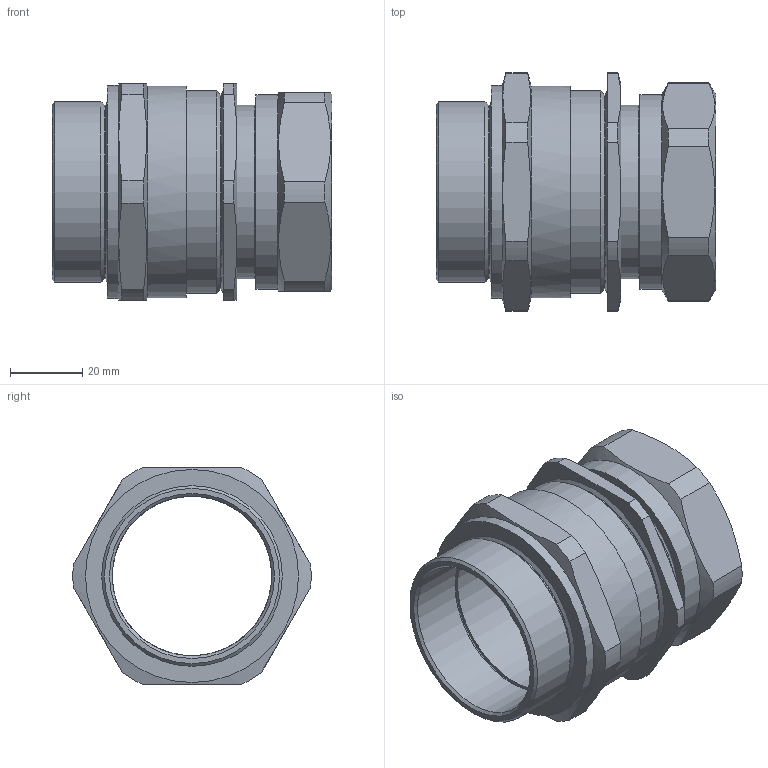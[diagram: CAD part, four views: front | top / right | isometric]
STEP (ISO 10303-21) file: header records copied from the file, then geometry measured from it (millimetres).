
FILE_DESCRIPTION (( 'STEP AP203' ), '1' );
FILE_NAME ('50A2FRC1RA.STEP', '2017-09-27T09:04:02', ( '' ), ( '' ), 'SwSTEP 2.0', 'SolidWorks 2017', '' );
FILE_SCHEMA (( 'CONFIG_CONTROL_DESIGN' ));
Length unit declared in the file: millimetre
Products named in the file (1): 50A2FRC1RA
Bounding box: 77.42 x 65.97 x 60 mm (x, y, z)
Surface area: 36286.9 mm2 (no closed solid volume)
Topology: 0 solids, 5 shells, 79 faces, 194 edges, 124 vertices
Faces by surface type: cylinder 32, plane 27, cone 18, torus 2
Full cylindrical faces by diameter (mm): 44.1 x1, 44.2 x1, 44.3 x1, 44.6 x1, 47.971 x1, 48 x2, 49 x1, 50 x1, 53.718 x1, 54 x1, 56 x1, 58.7 x1, 59 x1
Entity records: 2433 total; most frequent: CARTESIAN_POINT 648, DIRECTION 364, ORIENTED_EDGE 308, AXIS2_PLACEMENT_3D 161, EDGE_CURVE 159, VERTEX_POINT 117, EDGE_LOOP 116, FACE_OUTER_BOUND 95
